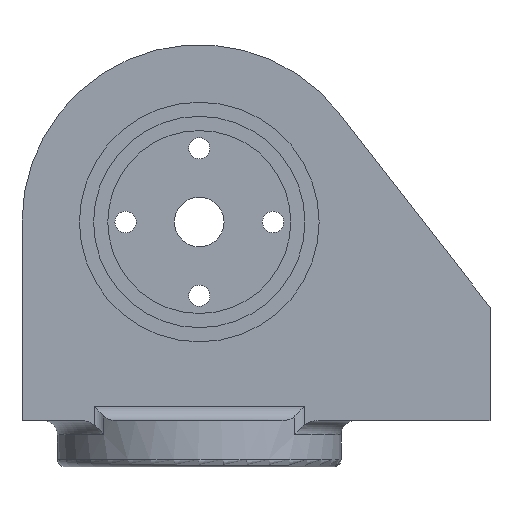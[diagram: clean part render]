
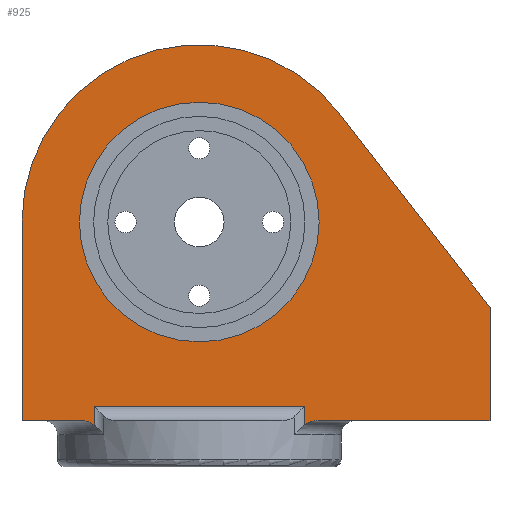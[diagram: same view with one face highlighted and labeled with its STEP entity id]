
A CAD part, left-side view. The second image highlights one B-rep face of the part: STEP entity #925.
In plain terms, the highlighted planar face has unit normal (-1, 0, 0).
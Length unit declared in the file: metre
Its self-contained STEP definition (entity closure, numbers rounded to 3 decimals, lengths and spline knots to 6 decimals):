
#32=B_SPLINE_CURVE_WITH_KNOTS('',3,(#1494,#1495,#1496,#1497),
 .UNSPECIFIED.,.F.,.F.,(4,4),(0.,0.002055),.UNSPECIFIED.);
#33=B_SPLINE_CURVE_WITH_KNOTS('',3,(#1505,#1506,#1507,#1508),
 .UNSPECIFIED.,.F.,.F.,(4,4),(0.001658,0.003708),
 .UNSPECIFIED.);
#77=CIRCLE('',#1002,0.0169);
#79=CIRCLE('',#1007,0.025);
#184=ORIENTED_EDGE('',*,*,#377,.T.);
#185=ORIENTED_EDGE('',*,*,#409,.T.);
#186=ORIENTED_EDGE('',*,*,#410,.T.);
#187=ORIENTED_EDGE('',*,*,#411,.T.);
#188=ORIENTED_EDGE('',*,*,#412,.T.);
#189=ORIENTED_EDGE('',*,*,#413,.T.);
#190=ORIENTED_EDGE('',*,*,#351,.F.);
#191=ORIENTED_EDGE('',*,*,#391,.F.);
#192=ORIENTED_EDGE('',*,*,#388,.F.);
#193=ORIENTED_EDGE('',*,*,#385,.F.);
#194=ORIENTED_EDGE('',*,*,#379,.T.);
#195=ORIENTED_EDGE('',*,*,#396,.F.);
#351=EDGE_CURVE('',#471,#472,#561,.T.);
#377=EDGE_CURVE('',#496,#496,#77,.T.);
#379=EDGE_CURVE('',#498,#499,#576,.T.);
#385=EDGE_CURVE('',#498,#504,#79,.T.);
#388=EDGE_CURVE('',#504,#506,#583,.T.);
#391=EDGE_CURVE('',#506,#471,#586,.T.);
#396=EDGE_CURVE('',#510,#499,#590,.T.);
#409=EDGE_CURVE('',#510,#519,#32,.T.);
#410=EDGE_CURVE('',#519,#520,#598,.F.);
#411=EDGE_CURVE('',#520,#521,#599,.F.);
#412=EDGE_CURVE('',#521,#522,#600,.T.);
#413=EDGE_CURVE('',#522,#472,#33,.T.);
#471=VERTEX_POINT('',#1373);
#472=VERTEX_POINT('',#1374);
#496=VERTEX_POINT('',#1432);
#498=VERTEX_POINT('',#1438);
#499=VERTEX_POINT('',#1439);
#504=VERTEX_POINT('',#1451);
#506=VERTEX_POINT('',#1457);
#510=VERTEX_POINT('',#1470);
#519=VERTEX_POINT('',#1498);
#520=VERTEX_POINT('',#1500);
#521=VERTEX_POINT('',#1502);
#522=VERTEX_POINT('',#1504);
#561=LINE('',#1372,#620);
#576=LINE('',#1437,#635);
#583=LINE('',#1456,#642);
#586=LINE('',#1462,#645);
#590=LINE('',#1471,#649);
#598=LINE('',#1499,#657);
#599=LINE('',#1501,#658);
#600=LINE('',#1503,#659);
#620=VECTOR('',#1095,1.);
#635=VECTOR('',#1156,1.);
#642=VECTOR('',#1171,1.);
#645=VECTOR('',#1176,1.);
#649=VECTOR('',#1184,1.);
#657=VECTOR('',#1206,1.);
#658=VECTOR('',#1207,1.);
#659=VECTOR('',#1208,1.);
#709=EDGE_LOOP('',(#184));
#710=EDGE_LOOP('',(#185,#186,#187,#188,#189,#190,#191,#192,#193,#194,#195));
#809=FACE_BOUND('',#709,.T.);
#810=FACE_BOUND('',#710,.T.);
#891=PLANE('',#1019);
#925=ADVANCED_FACE('',(#809,#810),#891,.F.);
#1002=AXIS2_PLACEMENT_3D('',#1431,#1148,#1149);
#1007=AXIS2_PLACEMENT_3D('',#1450,#1164,#1165);
#1019=AXIS2_PLACEMENT_3D('',#1493,#1204,#1205);
#1095=DIRECTION('',(0.,1.,0.));
#1148=DIRECTION('',(1.,0.,0.));
#1149=DIRECTION('',(0.,1.,0.));
#1156=DIRECTION('',(0.,0.,-1.));
#1164=DIRECTION('',(1.,0.,0.));
#1165=DIRECTION('',(0.,1.,0.));
#1171=DIRECTION('',(0.,-0.614,-0.789));
#1176=DIRECTION('',(0.,0.,-1.));
#1184=DIRECTION('',(0.,1.,0.));
#1204=DIRECTION('',(1.,0.,0.));
#1205=DIRECTION('',(0.,1.,0.));
#1206=DIRECTION('',(0.,0.,-1.));
#1207=DIRECTION('',(0.,1.,0.));
#1208=DIRECTION('',(0.,0.,-1.));
#1372=CARTESIAN_POINT('',(0.0061,0.,-0.028));
#1373=CARTESIAN_POINT('',(0.0061,-0.041,-0.028));
#1374=CARTESIAN_POINT('',(0.0061,-0.016761,-0.028));
#1431=CARTESIAN_POINT('',(0.0061,0.,0.));
#1432=CARTESIAN_POINT('',(0.0061,0.0169,0.));
#1437=CARTESIAN_POINT('',(0.0061,0.025,0.));
#1438=CARTESIAN_POINT('',(0.0061,0.025,0.));
#1439=CARTESIAN_POINT('',(0.0061,0.025,-0.028));
#1450=CARTESIAN_POINT('',(0.0061,0.,0.));
#1451=CARTESIAN_POINT('',(0.0061,-0.019736,0.015346));
#1456=CARTESIAN_POINT('',(0.0061,-0.019736,0.015346));
#1457=CARTESIAN_POINT('',(0.0061,-0.041,-0.012));
#1462=CARTESIAN_POINT('',(0.0061,-0.041,0.));
#1470=CARTESIAN_POINT('',(0.0061,0.016761,-0.028));
#1471=CARTESIAN_POINT('',(0.0061,0.,-0.028));
#1493=CARTESIAN_POINT('',(0.0061,0.,0.));
#1494=CARTESIAN_POINT('',(0.0061,0.016761,-0.028));
#1495=CARTESIAN_POINT('',(0.0061,0.016069,-0.028));
#1496=CARTESIAN_POINT('',(0.0061,0.015384,-0.028195));
#1497=CARTESIAN_POINT('',(0.0061,0.01483,-0.028605));
#1498=CARTESIAN_POINT('',(0.0061,0.01483,-0.028605));
#1499=CARTESIAN_POINT('',(0.0061,0.01483,-0.026));
#1500=CARTESIAN_POINT('',(0.0061,0.01483,-0.026));
#1501=CARTESIAN_POINT('',(0.0061,-0.014033,-0.026));
#1502=CARTESIAN_POINT('',(0.0061,-0.01483,-0.026));
#1503=CARTESIAN_POINT('',(0.0061,-0.01483,-0.03));
#1504=CARTESIAN_POINT('',(0.0061,-0.01483,-0.028605));
#1505=CARTESIAN_POINT('',(0.0061,-0.01483,-0.028605));
#1506=CARTESIAN_POINT('',(0.0061,-0.015382,-0.028197));
#1507=CARTESIAN_POINT('',(0.0061,-0.016071,-0.028));
#1508=CARTESIAN_POINT('',(0.0061,-0.016761,-0.028));
